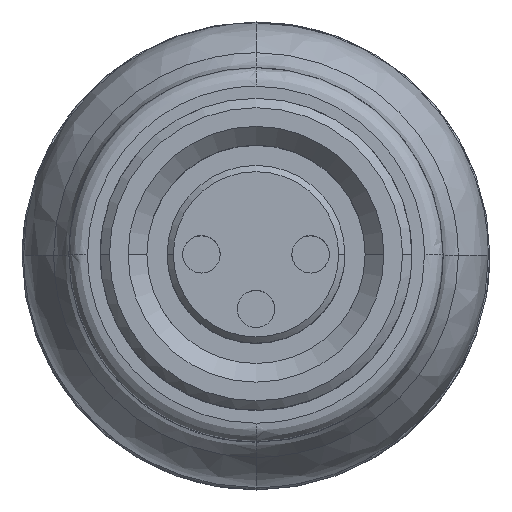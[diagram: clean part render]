
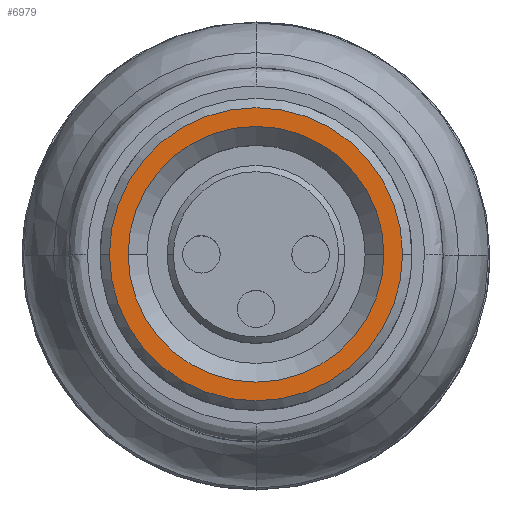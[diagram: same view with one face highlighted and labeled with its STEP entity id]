
A CAD part, top view. The second image highlights one B-rep face of the part: STEP entity #6979.
In plain terms, the highlighted planar face has unit normal (0, 0, 1).
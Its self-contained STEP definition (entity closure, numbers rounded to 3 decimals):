
#6804=AXIS2_PLACEMENT_3D('Circle Axis2P3D',#6802,#6803,$) ;
#6821=AXIS2_PLACEMENT_3D('Circle Axis2P3D',#6819,#6820,$) ;
#6955=AXIS2_PLACEMENT_3D('Plane Axis2P3D',#6952,#6953,#6954) ;
#6963=AXIS2_PLACEMENT_3D('Circle Axis2P3D',#6961,#6962,$) ;
#6972=AXIS2_PLACEMENT_3D('Circle Axis2P3D',#6970,#6971,$) ;
#6792=CARTESIAN_POINT('Vertex',(12.2,7.5,43.2)) ;
#6799=CARTESIAN_POINT('Vertex',(2.8,7.5,43.2)) ;
#6802=CARTESIAN_POINT('Axis2P3D Location',(7.5,7.5,43.2)) ;
#6819=CARTESIAN_POINT('Axis2P3D Location',(7.5,7.5,43.2)) ;
#6952=CARTESIAN_POINT('Axis2P3D Location',(11.9,7.5,43.2)) ;
#6961=CARTESIAN_POINT('Axis2P3D Location',(7.5,7.5,43.2)) ;
#6965=CARTESIAN_POINT('Vertex',(3.4,7.5,43.2)) ;
#6967=CARTESIAN_POINT('Vertex',(11.6,7.5,43.2)) ;
#6970=CARTESIAN_POINT('Axis2P3D Location',(7.5,7.5,43.2)) ;
#6803=DIRECTION('Axis2P3D Direction',(0.,0.,-1.)) ;
#6820=DIRECTION('Axis2P3D Direction',(0.,0.,-1.)) ;
#6953=DIRECTION('Axis2P3D Direction',(0.,0.,1.)) ;
#6954=DIRECTION('Axis2P3D XDirection',(0.,1.,0.)) ;
#6962=DIRECTION('Axis2P3D Direction',(0.,0.,1.)) ;
#6971=DIRECTION('Axis2P3D Direction',(0.,0.,1.)) ;
#6958=ORIENTED_EDGE('',*,*,#6806,.T.) ;
#6959=ORIENTED_EDGE('',*,*,#6823,.T.) ;
#6976=ORIENTED_EDGE('',*,*,#6969,.F.) ;
#6977=ORIENTED_EDGE('',*,*,#6974,.F.) ;
#6978=FACE_BOUND('',#6975,.T.) ;
#6979=ADVANCED_FACE('Hauptkoerper',(#6960,#6978),#6956,.T.) ;
#6805=CIRCLE('generated circle',#6804,4.7) ;
#6822=CIRCLE('generated circle',#6821,4.7) ;
#6964=CIRCLE('generated circle',#6963,4.1) ;
#6973=CIRCLE('generated circle',#6972,4.1) ;
#6806=EDGE_CURVE('',#6793,#6800,#6805,.F.) ;
#6823=EDGE_CURVE('',#6800,#6793,#6822,.F.) ;
#6969=EDGE_CURVE('',#6966,#6968,#6964,.T.) ;
#6974=EDGE_CURVE('',#6968,#6966,#6973,.T.) ;
#6957=EDGE_LOOP('',(#6958,#6959)) ;
#6975=EDGE_LOOP('',(#6976,#6977)) ;
#6960=FACE_OUTER_BOUND('',#6957,.T.) ;
#6956=PLANE('',#6955) ;
#6793=VERTEX_POINT('',#6792) ;
#6800=VERTEX_POINT('',#6799) ;
#6966=VERTEX_POINT('',#6965) ;
#6968=VERTEX_POINT('',#6967) ;
